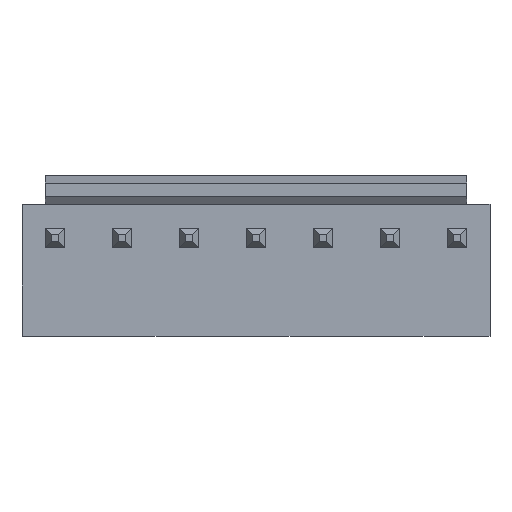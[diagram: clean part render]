
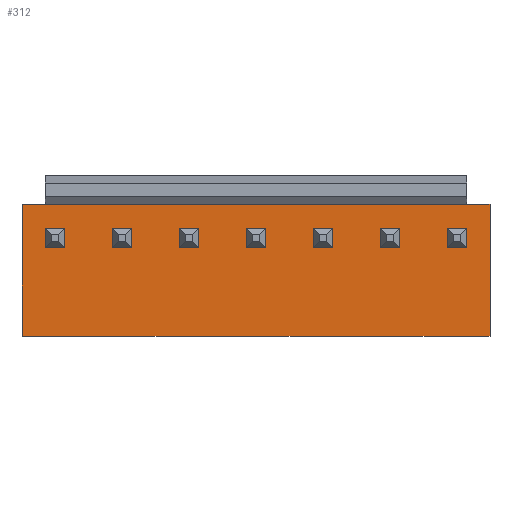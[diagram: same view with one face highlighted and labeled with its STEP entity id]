
A CAD part, top view. The second image highlights one B-rep face of the part: STEP entity #312.
In plain terms, the highlighted planar face has unit normal (0, 0, 1).
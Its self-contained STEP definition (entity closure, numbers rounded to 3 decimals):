
#24 = VERTEX_POINT('',#25);
#25 = CARTESIAN_POINT('',(0.,0.,3.5));
#40 = VERTEX_POINT('',#41);
#41 = CARTESIAN_POINT('',(0.,7.8,3.5));
#47 = EDGE_CURVE('',#24,#40,#48,.T.);
#48 = LINE('',#49,#50);
#49 = CARTESIAN_POINT('',(0.,0.,3.5));
#50 = VECTOR('',#51,1.);
#51 = DIRECTION('',(0.,1.,0.));
#70 = EDGE_CURVE('',#24,#71,#73,.T.);
#71 = VERTEX_POINT('',#72);
#72 = CARTESIAN_POINT('',(27.66,0.,3.5));
#73 = LINE('',#74,#75);
#74 = CARTESIAN_POINT('',(0.,0.,3.5));
#75 = VECTOR('',#76,1.);
#76 = DIRECTION('',(1.,0.,0.));
#312 = ADVANCED_FACE('',(#313,#347,#381,#415,#449,#483,#517,#551),#585,
  .T.);
#313 = FACE_BOUND('',#314,.T.);
#314 = EDGE_LOOP('',(#315,#316,#317,#325,#333,#341));
#315 = ORIENTED_EDGE('',*,*,#47,.F.);
#316 = ORIENTED_EDGE('',*,*,#70,.T.);
#317 = ORIENTED_EDGE('',*,*,#318,.T.);
#318 = EDGE_CURVE('',#71,#319,#321,.T.);
#319 = VERTEX_POINT('',#320);
#320 = CARTESIAN_POINT('',(27.66,7.8,3.5));
#321 = LINE('',#322,#323);
#322 = CARTESIAN_POINT('',(27.66,0.,3.5));
#323 = VECTOR('',#324,1.);
#324 = DIRECTION('',(0.,1.,0.));
#325 = ORIENTED_EDGE('',*,*,#326,.F.);
#326 = EDGE_CURVE('',#327,#319,#329,.T.);
#327 = VERTEX_POINT('',#328);
#328 = CARTESIAN_POINT('',(26.28,7.8,3.5));
#329 = LINE('',#330,#331);
#330 = CARTESIAN_POINT('',(0.,7.8,3.5));
#331 = VECTOR('',#332,1.);
#332 = DIRECTION('',(1.,0.,0.));
#333 = ORIENTED_EDGE('',*,*,#334,.F.);
#334 = EDGE_CURVE('',#335,#327,#337,.T.);
#335 = VERTEX_POINT('',#336);
#336 = CARTESIAN_POINT('',(1.38,7.8,3.5));
#337 = LINE('',#338,#339);
#338 = CARTESIAN_POINT('',(0.,7.8,3.5));
#339 = VECTOR('',#340,1.);
#340 = DIRECTION('',(1.,0.,0.));
#341 = ORIENTED_EDGE('',*,*,#342,.F.);
#342 = EDGE_CURVE('',#40,#335,#343,.T.);
#343 = LINE('',#344,#345);
#344 = CARTESIAN_POINT('',(0.,7.8,3.5));
#345 = VECTOR('',#346,1.);
#346 = DIRECTION('',(1.,0.,0.));
#347 = FACE_BOUND('',#348,.T.);
#348 = EDGE_LOOP('',(#349,#359,#367,#375));
#349 = ORIENTED_EDGE('',*,*,#350,.F.);
#350 = EDGE_CURVE('',#351,#353,#355,.T.);
#351 = VERTEX_POINT('',#352);
#352 = CARTESIAN_POINT('',(18.36,5.23,3.5));
#353 = VERTEX_POINT('',#354);
#354 = CARTESIAN_POINT('',(18.36,6.37,3.5));
#355 = LINE('',#356,#357);
#356 = CARTESIAN_POINT('',(18.36,2.615,3.5));
#357 = VECTOR('',#358,1.);
#358 = DIRECTION('',(0.,1.,0.));
#359 = ORIENTED_EDGE('',*,*,#360,.T.);
#360 = EDGE_CURVE('',#351,#361,#363,.T.);
#361 = VERTEX_POINT('',#362);
#362 = CARTESIAN_POINT('',(17.22,5.23,3.5));
#363 = LINE('',#364,#365);
#364 = CARTESIAN_POINT('',(8.61,5.23,3.5));
#365 = VECTOR('',#366,1.);
#366 = DIRECTION('',(-1.,0.,0.));
#367 = ORIENTED_EDGE('',*,*,#368,.T.);
#368 = EDGE_CURVE('',#361,#369,#371,.T.);
#369 = VERTEX_POINT('',#370);
#370 = CARTESIAN_POINT('',(17.22,6.37,3.5));
#371 = LINE('',#372,#373);
#372 = CARTESIAN_POINT('',(17.22,2.615,3.5));
#373 = VECTOR('',#374,1.);
#374 = DIRECTION('',(0.,1.,0.));
#375 = ORIENTED_EDGE('',*,*,#376,.F.);
#376 = EDGE_CURVE('',#353,#369,#377,.T.);
#377 = LINE('',#378,#379);
#378 = CARTESIAN_POINT('',(8.61,6.37,3.5));
#379 = VECTOR('',#380,1.);
#380 = DIRECTION('',(-1.,0.,0.));
#381 = FACE_BOUND('',#382,.T.);
#382 = EDGE_LOOP('',(#383,#393,#401,#409));
#383 = ORIENTED_EDGE('',*,*,#384,.F.);
#384 = EDGE_CURVE('',#385,#387,#389,.T.);
#385 = VERTEX_POINT('',#386);
#386 = CARTESIAN_POINT('',(22.32,6.37,3.5));
#387 = VERTEX_POINT('',#388);
#388 = CARTESIAN_POINT('',(21.18,6.37,3.5));
#389 = LINE('',#390,#391);
#390 = CARTESIAN_POINT('',(10.59,6.37,3.5));
#391 = VECTOR('',#392,1.);
#392 = DIRECTION('',(-1.,0.,0.));
#393 = ORIENTED_EDGE('',*,*,#394,.F.);
#394 = EDGE_CURVE('',#395,#385,#397,.T.);
#395 = VERTEX_POINT('',#396);
#396 = CARTESIAN_POINT('',(22.32,5.23,3.5));
#397 = LINE('',#398,#399);
#398 = CARTESIAN_POINT('',(22.32,2.615,3.5));
#399 = VECTOR('',#400,1.);
#400 = DIRECTION('',(0.,1.,0.));
#401 = ORIENTED_EDGE('',*,*,#402,.T.);
#402 = EDGE_CURVE('',#395,#403,#405,.T.);
#403 = VERTEX_POINT('',#404);
#404 = CARTESIAN_POINT('',(21.18,5.23,3.5));
#405 = LINE('',#406,#407);
#406 = CARTESIAN_POINT('',(10.59,5.23,3.5));
#407 = VECTOR('',#408,1.);
#408 = DIRECTION('',(-1.,0.,0.));
#409 = ORIENTED_EDGE('',*,*,#410,.T.);
#410 = EDGE_CURVE('',#403,#387,#411,.T.);
#411 = LINE('',#412,#413);
#412 = CARTESIAN_POINT('',(21.18,2.615,3.5));
#413 = VECTOR('',#414,1.);
#414 = DIRECTION('',(0.,1.,0.));
#415 = FACE_BOUND('',#416,.T.);
#416 = EDGE_LOOP('',(#417,#427,#435,#443));
#417 = ORIENTED_EDGE('',*,*,#418,.T.);
#418 = EDGE_CURVE('',#419,#421,#423,.T.);
#419 = VERTEX_POINT('',#420);
#420 = CARTESIAN_POINT('',(26.28,5.23,3.5));
#421 = VERTEX_POINT('',#422);
#422 = CARTESIAN_POINT('',(25.14,5.23,3.5));
#423 = LINE('',#424,#425);
#424 = CARTESIAN_POINT('',(12.57,5.23,3.5));
#425 = VECTOR('',#426,1.);
#426 = DIRECTION('',(-1.,0.,0.));
#427 = ORIENTED_EDGE('',*,*,#428,.T.);
#428 = EDGE_CURVE('',#421,#429,#431,.T.);
#429 = VERTEX_POINT('',#430);
#430 = CARTESIAN_POINT('',(25.14,6.37,3.5));
#431 = LINE('',#432,#433);
#432 = CARTESIAN_POINT('',(25.14,2.615,3.5));
#433 = VECTOR('',#434,1.);
#434 = DIRECTION('',(0.,1.,0.));
#435 = ORIENTED_EDGE('',*,*,#436,.F.);
#436 = EDGE_CURVE('',#437,#429,#439,.T.);
#437 = VERTEX_POINT('',#438);
#438 = CARTESIAN_POINT('',(26.28,6.37,3.5));
#439 = LINE('',#440,#441);
#440 = CARTESIAN_POINT('',(12.57,6.37,3.5));
#441 = VECTOR('',#442,1.);
#442 = DIRECTION('',(-1.,0.,0.));
#443 = ORIENTED_EDGE('',*,*,#444,.F.);
#444 = EDGE_CURVE('',#419,#437,#445,.T.);
#445 = LINE('',#446,#447);
#446 = CARTESIAN_POINT('',(26.28,2.615,3.5));
#447 = VECTOR('',#448,1.);
#448 = DIRECTION('',(0.,1.,0.));
#449 = FACE_BOUND('',#450,.T.);
#450 = EDGE_LOOP('',(#451,#461,#469,#477));
#451 = ORIENTED_EDGE('',*,*,#452,.F.);
#452 = EDGE_CURVE('',#453,#455,#457,.T.);
#453 = VERTEX_POINT('',#454);
#454 = CARTESIAN_POINT('',(10.44,6.37,3.5));
#455 = VERTEX_POINT('',#456);
#456 = CARTESIAN_POINT('',(9.3,6.37,3.5));
#457 = LINE('',#458,#459);
#458 = CARTESIAN_POINT('',(4.65,6.37,3.5));
#459 = VECTOR('',#460,1.);
#460 = DIRECTION('',(-1.,0.,0.));
#461 = ORIENTED_EDGE('',*,*,#462,.F.);
#462 = EDGE_CURVE('',#463,#453,#465,.T.);
#463 = VERTEX_POINT('',#464);
#464 = CARTESIAN_POINT('',(10.44,5.23,3.5));
#465 = LINE('',#466,#467);
#466 = CARTESIAN_POINT('',(10.44,2.615,3.5));
#467 = VECTOR('',#468,1.);
#468 = DIRECTION('',(0.,1.,0.));
#469 = ORIENTED_EDGE('',*,*,#470,.T.);
#470 = EDGE_CURVE('',#463,#471,#473,.T.);
#471 = VERTEX_POINT('',#472);
#472 = CARTESIAN_POINT('',(9.3,5.23,3.5));
#473 = LINE('',#474,#475);
#474 = CARTESIAN_POINT('',(4.65,5.23,3.5));
#475 = VECTOR('',#476,1.);
#476 = DIRECTION('',(-1.,0.,0.));
#477 = ORIENTED_EDGE('',*,*,#478,.T.);
#478 = EDGE_CURVE('',#471,#455,#479,.T.);
#479 = LINE('',#480,#481);
#480 = CARTESIAN_POINT('',(9.3,2.615,3.5));
#481 = VECTOR('',#482,1.);
#482 = DIRECTION('',(0.,1.,0.));
#483 = FACE_BOUND('',#484,.T.);
#484 = EDGE_LOOP('',(#485,#495,#503,#511));
#485 = ORIENTED_EDGE('',*,*,#486,.F.);
#486 = EDGE_CURVE('',#487,#489,#491,.T.);
#487 = VERTEX_POINT('',#488);
#488 = CARTESIAN_POINT('',(14.4,5.23,3.5));
#489 = VERTEX_POINT('',#490);
#490 = CARTESIAN_POINT('',(14.4,6.37,3.5));
#491 = LINE('',#492,#493);
#492 = CARTESIAN_POINT('',(14.4,2.615,3.5));
#493 = VECTOR('',#494,1.);
#494 = DIRECTION('',(0.,1.,0.));
#495 = ORIENTED_EDGE('',*,*,#496,.T.);
#496 = EDGE_CURVE('',#487,#497,#499,.T.);
#497 = VERTEX_POINT('',#498);
#498 = CARTESIAN_POINT('',(13.26,5.23,3.5));
#499 = LINE('',#500,#501);
#500 = CARTESIAN_POINT('',(6.63,5.23,3.5));
#501 = VECTOR('',#502,1.);
#502 = DIRECTION('',(-1.,0.,0.));
#503 = ORIENTED_EDGE('',*,*,#504,.T.);
#504 = EDGE_CURVE('',#497,#505,#507,.T.);
#505 = VERTEX_POINT('',#506);
#506 = CARTESIAN_POINT('',(13.26,6.37,3.5));
#507 = LINE('',#508,#509);
#508 = CARTESIAN_POINT('',(13.26,2.615,3.5));
#509 = VECTOR('',#510,1.);
#510 = DIRECTION('',(0.,1.,0.));
#511 = ORIENTED_EDGE('',*,*,#512,.F.);
#512 = EDGE_CURVE('',#489,#505,#513,.T.);
#513 = LINE('',#514,#515);
#514 = CARTESIAN_POINT('',(6.63,6.37,3.5));
#515 = VECTOR('',#516,1.);
#516 = DIRECTION('',(-1.,0.,0.));
#517 = FACE_BOUND('',#518,.T.);
#518 = EDGE_LOOP('',(#519,#529,#537,#545));
#519 = ORIENTED_EDGE('',*,*,#520,.F.);
#520 = EDGE_CURVE('',#521,#523,#525,.T.);
#521 = VERTEX_POINT('',#522);
#522 = CARTESIAN_POINT('',(2.52,6.37,3.5));
#523 = VERTEX_POINT('',#524);
#524 = CARTESIAN_POINT('',(1.38,6.37,3.5));
#525 = LINE('',#526,#527);
#526 = CARTESIAN_POINT('',(0.69,6.37,3.5));
#527 = VECTOR('',#528,1.);
#528 = DIRECTION('',(-1.,0.,0.));
#529 = ORIENTED_EDGE('',*,*,#530,.F.);
#530 = EDGE_CURVE('',#531,#521,#533,.T.);
#531 = VERTEX_POINT('',#532);
#532 = CARTESIAN_POINT('',(2.52,5.23,3.5));
#533 = LINE('',#534,#535);
#534 = CARTESIAN_POINT('',(2.52,2.615,3.5));
#535 = VECTOR('',#536,1.);
#536 = DIRECTION('',(0.,1.,0.));
#537 = ORIENTED_EDGE('',*,*,#538,.T.);
#538 = EDGE_CURVE('',#531,#539,#541,.T.);
#539 = VERTEX_POINT('',#540);
#540 = CARTESIAN_POINT('',(1.38,5.23,3.5));
#541 = LINE('',#542,#543);
#542 = CARTESIAN_POINT('',(0.69,5.23,3.5));
#543 = VECTOR('',#544,1.);
#544 = DIRECTION('',(-1.,0.,0.));
#545 = ORIENTED_EDGE('',*,*,#546,.T.);
#546 = EDGE_CURVE('',#539,#523,#547,.T.);
#547 = LINE('',#548,#549);
#548 = CARTESIAN_POINT('',(1.38,2.615,3.5));
#549 = VECTOR('',#550,1.);
#550 = DIRECTION('',(0.,1.,0.));
#551 = FACE_BOUND('',#552,.T.);
#552 = EDGE_LOOP('',(#553,#563,#571,#579));
#553 = ORIENTED_EDGE('',*,*,#554,.F.);
#554 = EDGE_CURVE('',#555,#557,#559,.T.);
#555 = VERTEX_POINT('',#556);
#556 = CARTESIAN_POINT('',(6.48,5.23,3.5));
#557 = VERTEX_POINT('',#558);
#558 = CARTESIAN_POINT('',(6.48,6.37,3.5));
#559 = LINE('',#560,#561);
#560 = CARTESIAN_POINT('',(6.48,2.615,3.5));
#561 = VECTOR('',#562,1.);
#562 = DIRECTION('',(0.,1.,0.));
#563 = ORIENTED_EDGE('',*,*,#564,.T.);
#564 = EDGE_CURVE('',#555,#565,#567,.T.);
#565 = VERTEX_POINT('',#566);
#566 = CARTESIAN_POINT('',(5.34,5.23,3.5));
#567 = LINE('',#568,#569);
#568 = CARTESIAN_POINT('',(2.67,5.23,3.5));
#569 = VECTOR('',#570,1.);
#570 = DIRECTION('',(-1.,0.,0.));
#571 = ORIENTED_EDGE('',*,*,#572,.T.);
#572 = EDGE_CURVE('',#565,#573,#575,.T.);
#573 = VERTEX_POINT('',#574);
#574 = CARTESIAN_POINT('',(5.34,6.37,3.5));
#575 = LINE('',#576,#577);
#576 = CARTESIAN_POINT('',(5.34,2.615,3.5));
#577 = VECTOR('',#578,1.);
#578 = DIRECTION('',(0.,1.,0.));
#579 = ORIENTED_EDGE('',*,*,#580,.F.);
#580 = EDGE_CURVE('',#557,#573,#581,.T.);
#581 = LINE('',#582,#583);
#582 = CARTESIAN_POINT('',(2.67,6.37,3.5));
#583 = VECTOR('',#584,1.);
#584 = DIRECTION('',(-1.,0.,0.));
#585 = PLANE('',#586);
#586 = AXIS2_PLACEMENT_3D('',#587,#588,#589);
#587 = CARTESIAN_POINT('',(0.,0.,3.5));
#588 = DIRECTION('',(0.,0.,1.));
#589 = DIRECTION('',(1.,0.,0.));
